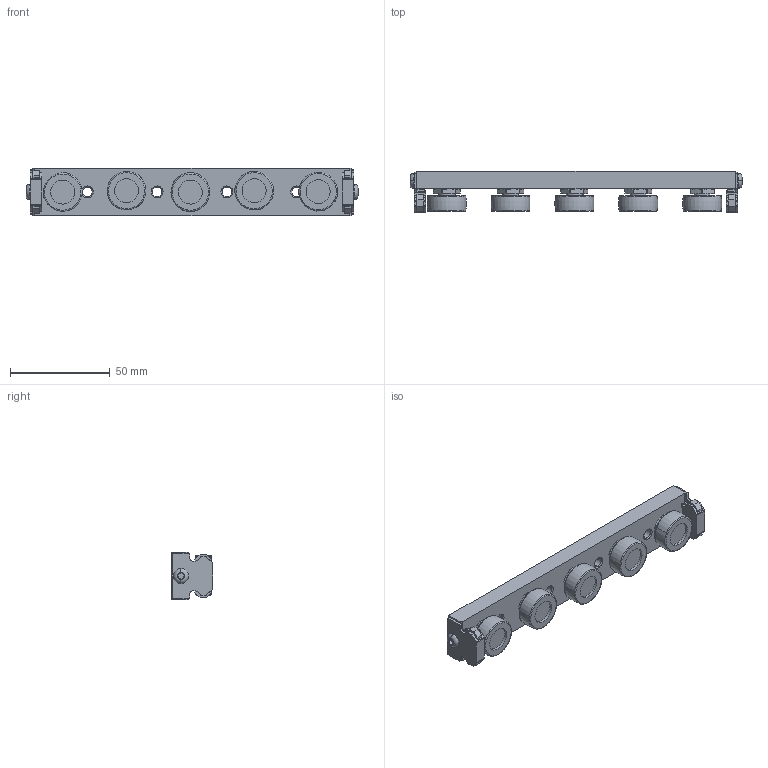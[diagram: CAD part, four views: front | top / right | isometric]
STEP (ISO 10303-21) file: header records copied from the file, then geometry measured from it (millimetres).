
FILE_DESCRIPTION (( 'STEP AP203' ), '1' );
FILE_NAME ('LUC-1-5W.step', '2024-05-13T17:22:27', ( '' ), ( '' ), 'SwSTEP 2.0', 'SolidWorks 2023', '' );
FILE_SCHEMA (( 'CONFIG_CONTROL_DESIGN' ));
Length unit declared in the file: inch
Products named in the file (1): LUC-1-5W
Bounding box: 166.45 x 20.73 x 24 mm (x, y, z)
Volume: 46543.3 mm3; surface area: 23801.8 mm2
Topology: 10 solids, 10 shells, 656 faces, 1577 edges, 978 vertices
Faces by surface type: plane 230, cylinder 198, cone 160, bspline 54, torus 14
Entity records: 20270 total; most frequent: CARTESIAN_POINT 5134, DIRECTION 3185, ORIENTED_EDGE 3146, EDGE_CURVE 1573, AXIS2_PLACEMENT_3D 1249, VERTEX_POINT 978, EDGE_LOOP 719, LINE 687
